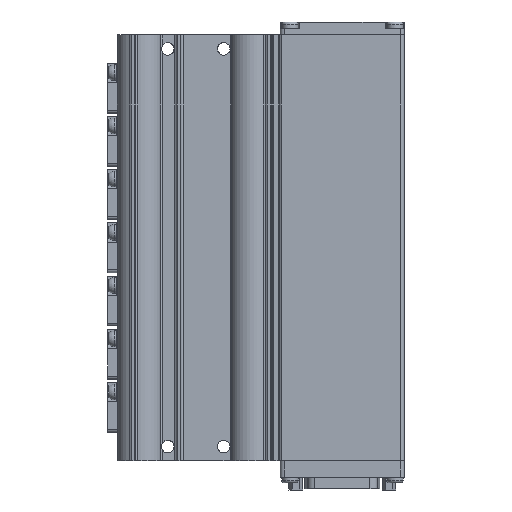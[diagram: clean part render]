
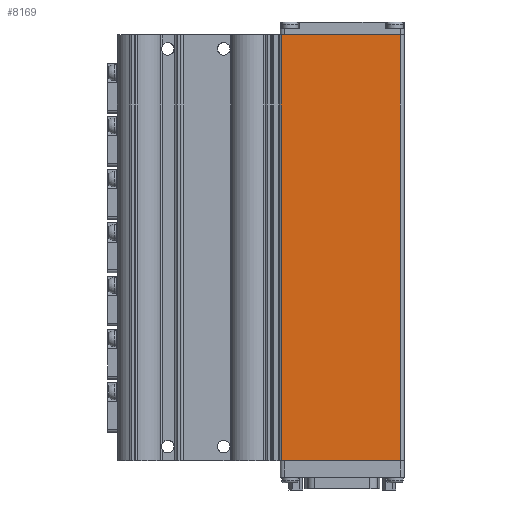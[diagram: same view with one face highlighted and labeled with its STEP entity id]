
A CAD part, front view. The second image highlights one B-rep face of the part: STEP entity #8169.
In plain terms, the highlighted planar face has unit normal (0, -1, 0).
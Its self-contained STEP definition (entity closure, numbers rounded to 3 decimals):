
#81=PLANE('',#8910);
#468=LINE('',#12715,#1150);
#480=LINE('',#12770,#1162);
#517=LINE('',#12967,#1199);
#518=LINE('',#12969,#1200);
#1150=VECTOR('',#9951,1000.);
#1162=VECTOR('',#9997,1000.);
#1199=VECTOR('',#10186,1000.);
#1200=VECTOR('',#10189,1000.);
#2497=ORIENTED_EDGE('',*,*,#4580,.F.);
#2498=ORIENTED_EDGE('',*,*,#4711,.F.);
#2499=ORIENTED_EDGE('',*,*,#4608,.T.);
#2500=ORIENTED_EDGE('',*,*,#4710,.T.);
#4580=EDGE_CURVE('',#5703,#5704,#468,.T.);
#4608=EDGE_CURVE('',#5730,#5729,#480,.T.);
#4710=EDGE_CURVE('',#5729,#5704,#517,.T.);
#4711=EDGE_CURVE('',#5730,#5703,#518,.T.);
#5703=VERTEX_POINT('',#12714);
#5704=VERTEX_POINT('',#12716);
#5729=VERTEX_POINT('',#12769);
#5730=VERTEX_POINT('',#12771);
#6484=EDGE_LOOP('',(#2497,#2498,#2499,#2500));
#7264=FACE_BOUND('',#6484,.T.);
#8169=ADVANCED_FACE('',(#7264),#81,.T.);
#8910=AXIS2_PLACEMENT_3D('',#12968,#10187,#10188);
#9951=DIRECTION('',(1.,0.,0.));
#9997=DIRECTION('',(1.,0.,0.));
#10186=DIRECTION('',(0.,0.,1.));
#10187=DIRECTION('',(0.,-1.,0.));
#10188=DIRECTION('',(0.,0.,-1.));
#10189=DIRECTION('',(0.,0.,1.));
#12714=CARTESIAN_POINT('',(10.5,-9.5,0.));
#12715=CARTESIAN_POINT('',(10.5,-9.5,0.));
#12716=CARTESIAN_POINT('',(53.,-9.5,0.));
#12769=CARTESIAN_POINT('',(53.,-9.5,-152.));
#12770=CARTESIAN_POINT('',(10.5,-9.5,-152.));
#12771=CARTESIAN_POINT('',(10.5,-9.5,-152.));
#12967=CARTESIAN_POINT('',(53.,-9.5,-152.));
#12968=CARTESIAN_POINT('',(10.5,-9.5,-152.));
#12969=CARTESIAN_POINT('',(10.5,-9.5,-152.));
